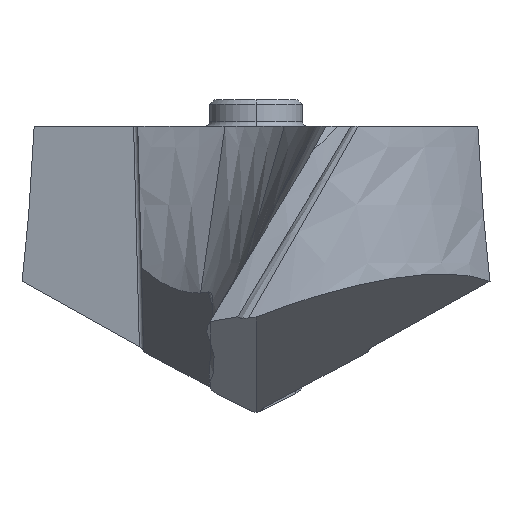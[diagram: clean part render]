
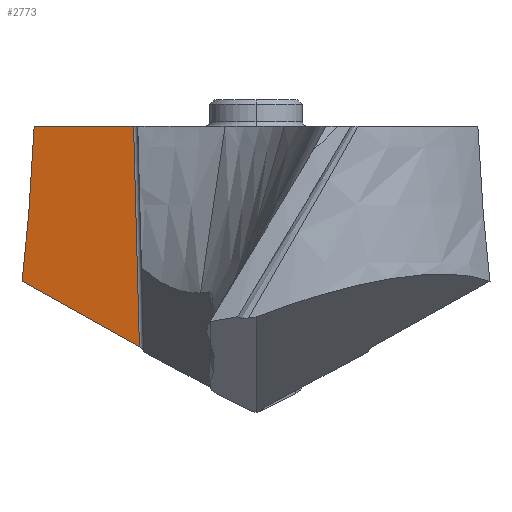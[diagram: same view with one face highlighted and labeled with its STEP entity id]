
A CAD part, left-side view. The second image highlights one B-rep face of the part: STEP entity #2773.
In plain terms, the highlighted planar face has unit normal (-0.925, 0.337, 0.174).
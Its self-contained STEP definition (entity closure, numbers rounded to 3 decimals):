
#82=DIRECTION('',(-0.379,-0.808,-0.451));
#83=VECTOR('',#82,4.661);
#84=CARTESIAN_POINT('',(3.556,7.511,-4.977));
#85=LINE('',#84,#83);
#659=DIRECTION('',(0.342,0.94,0.));
#660=VECTOR('',#659,3.397);
#661=CARTESIAN_POINT('',(3.186,3.929,0.));
#662=LINE('',#661,#660);
#872=CARTESIAN_POINT('',(3.186,3.929,0.));
#888=DIRECTION('',(0.193,0.026,0.981));
#889=VECTOR('',#888,7.217);
#890=CARTESIAN_POINT('',(1.79,3.743,-7.078));
#891=LINE('',#890,#889);
#892=CARTESIAN_POINT('',(4.348,7.121,0.));
#893=CARTESIAN_POINT('',(4.283,7.14,-0.384));
#894=CARTESIAN_POINT('',(4.161,7.179,-1.109));
#895=CARTESIAN_POINT('',(4.003,7.238,-2.062));
#896=CARTESIAN_POINT('',(3.87,7.299,-2.889));
#897=CARTESIAN_POINT('',(3.754,7.364,-3.634));
#898=CARTESIAN_POINT('',(3.65,7.434,-4.325));
#899=CARTESIAN_POINT('',(3.586,7.484,-4.764));
#900=CARTESIAN_POINT('',(3.556,7.511,-4.977));
#902=CARTESIAN_POINT('',(3.556,7.511,-4.977));
#1061=VERTEX_POINT('',#902);
#1062=CARTESIAN_POINT('',(1.79,3.743,-7.078));
#1063=VERTEX_POINT('',#1062);
#1137=VERTEX_POINT('',#872);
#1138=CARTESIAN_POINT('',(4.348,7.121,0.));
#1139=VERTEX_POINT('',#1138);
#2761=CARTESIAN_POINT('',(-0.404,3.325,
-17.96));
#2762=DIRECTION('',(0.925,-0.337,-0.174));
#2763=DIRECTION('',(0.326,0.941,-0.089));
#2764=AXIS2_PLACEMENT_3D('',#2761,#2762,#2763);
#2765=PLANE('',#2764);
#2766=ORIENTED_EDGE('',*,*,#2318,.F.);
#2767=ORIENTED_EDGE('',*,*,#2749,.F.);
#2768=ORIENTED_EDGE('',*,*,#1230,.F.);
#2770=ORIENTED_EDGE('',*,*,#2769,.F.);
#2771=EDGE_LOOP('',(#2766,#2767,#2768,#2770));
#2772=FACE_OUTER_BOUND('',#2771,.F.);
#901=B_SPLINE_CURVE_WITH_KNOTS('',3,(#892,#893,#894,#895,#896,#897,#898,#899,
#900),.UNSPECIFIED.,.F.,.F.,(4,1,1,1,1,1,4),(0.,0.167,
0.333,0.5,0.667,0.833,1.),
.UNSPECIFIED.);
#1230=EDGE_CURVE('',#1061,#1063,#85,.T.);
#2318=EDGE_CURVE('',#1137,#1139,#662,.T.);
#2749=EDGE_CURVE('',#1063,#1137,#891,.T.);
#2769=EDGE_CURVE('',#1139,#1061,#901,.T.);
#2773=ADVANCED_FACE('',(#2772),#2765,.F.);
